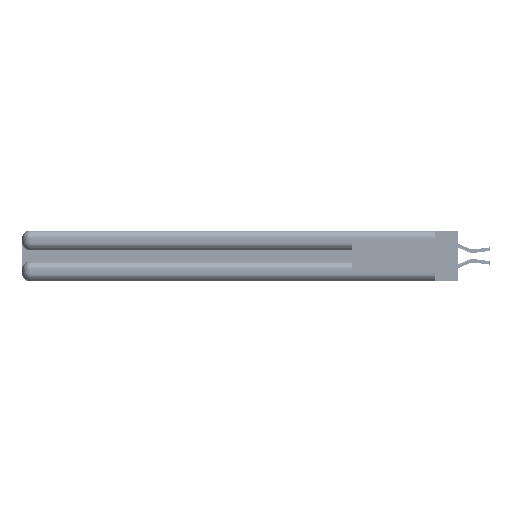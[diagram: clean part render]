
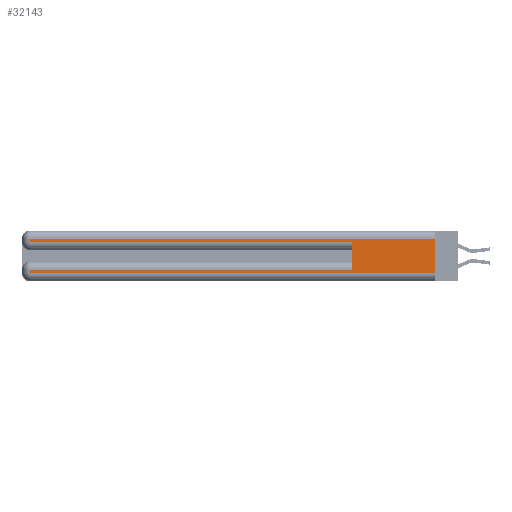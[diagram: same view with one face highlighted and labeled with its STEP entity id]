
A CAD part, left-side view. The second image highlights one B-rep face of the part: STEP entity #32143.
In plain terms, the highlighted planar face has unit normal (-1, 0, 0).
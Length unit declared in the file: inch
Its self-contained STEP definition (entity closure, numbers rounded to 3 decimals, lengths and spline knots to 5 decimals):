
#678 = EDGE_CURVE ( 'NONE', #33587, #35108, #46518, .T. ) ;
#794 = CARTESIAN_POINT ( 'NONE',  ( 0., 2.94, 0.31 ) ) ;
#933 = CARTESIAN_POINT ( 'NONE',  ( 0., 0., 0.085 ) ) ;
#1105 = DIRECTION ( 'NONE',  ( 0., 1., 0. ) ) ;
#1801 = PLANE ( 'NONE',  #38266 ) ;
#2240 = ORIENTED_EDGE ( 'NONE', *, *, #678, .T. ) ;
#2449 = DIRECTION ( 'NONE',  ( 0., 1., 0. ) ) ;
#2770 = VECTOR ( 'NONE', #8824, 39.37008 ) ;
#2779 = CARTESIAN_POINT ( 'NONE',  ( 0., 0., 0.06 ) ) ;
#3566 = EDGE_CURVE ( 'NONE', #18485, #33587, #30066, .T. ) ;
#4021 = LINE ( 'NONE', #32738, #2770 ) ;
#4299 = LINE ( 'NONE', #28017, #12399 ) ;
#4594 = VECTOR ( 'NONE', #2449, 39.37008 ) ;
#5089 = CARTESIAN_POINT ( 'NONE',  ( 0., 0., 0.285 ) ) ;
#5959 = VERTEX_POINT ( 'NONE', #11292 ) ;
#6441 = CARTESIAN_POINT ( 'NONE',  ( 0., 2.94, 0.37 ) ) ;
#8824 = DIRECTION ( 'NONE',  ( 0., 0., -1. ) ) ;
#9119 = DIRECTION ( 'NONE',  ( 0., -1., 0. ) ) ;
#10552 = CARTESIAN_POINT ( 'NONE',  ( 0., 0., 0.06 ) ) ;
#11292 = CARTESIAN_POINT ( 'NONE',  ( 0., 2.94, 0.285 ) ) ;
#12361 = ORIENTED_EDGE ( 'NONE', *, *, #41321, .T. ) ;
#12399 = VECTOR ( 'NONE', #15970, 39.37008 ) ;
#15124 = VECTOR ( 'NONE', #9119, 39.37008 ) ;
#15232 = VERTEX_POINT ( 'NONE', #44720 ) ;
#15441 = CARTESIAN_POINT ( 'NONE',  ( 0., 2.94, 0.06 ) ) ;
#15970 = DIRECTION ( 'NONE',  ( 0., 0., -1. ) ) ;
#16391 = LINE ( 'NONE', #5089, #15124 ) ;
#16458 = LINE ( 'NONE', #50019, #4594 ) ;
#17417 = EDGE_LOOP ( 'NONE', ( #38530, #20173, #12361, #24006, #50605, #26163, #46556, #2240 ) ) ;
#17859 = DIRECTION ( 'NONE',  ( 1., 0., 0. ) ) ;
#18381 = DIRECTION ( 'NONE',  ( 0., -1., 0. ) ) ;
#18485 = VERTEX_POINT ( 'NONE', #34553 ) ;
#19191 = VECTOR ( 'NONE', #45562, 39.37008 ) ;
#20173 = ORIENTED_EDGE ( 'NONE', *, *, #44259, .T. ) ;
#21682 = CARTESIAN_POINT ( 'NONE',  ( 0., 0.6, 0.145 ) ) ;
#24006 = ORIENTED_EDGE ( 'NONE', *, *, #25761, .T. ) ;
#24031 = FACE_OUTER_BOUND ( 'NONE', #17417, .T. ) ;
#24690 = EDGE_CURVE ( 'NONE', #15232, #35108, #4021, .T. ) ;
#25205 = VECTOR ( 'NONE', #1105, 39.37008 ) ;
#25317 = VECTOR ( 'NONE', #18381, 39.37008 ) ;
#25761 = EDGE_CURVE ( 'NONE', #5959, #51055, #16391, .T. ) ;
#26163 = ORIENTED_EDGE ( 'NONE', *, *, #44035, .T. ) ;
#28017 = CARTESIAN_POINT ( 'NONE',  ( 0., 2.94, 0.37 ) ) ;
#30066 = LINE ( 'NONE', #6441, #40653 ) ;
#30348 = DIRECTION ( 'NONE',  ( 0., 0., -1. ) ) ;
#30904 = EDGE_CURVE ( 'NONE', #32257, #51055, #41647, .T. ) ;
#32143 = ADVANCED_FACE ( 'NONE', ( #24031 ), #1801, .F. ) ;
#32257 = VERTEX_POINT ( 'NONE', #34250 ) ;
#32738 = CARTESIAN_POINT ( 'NONE',  ( 0., 0., 0.37 ) ) ;
#33587 = VERTEX_POINT ( 'NONE', #15441 ) ;
#34250 = CARTESIAN_POINT ( 'NONE',  ( 0., 0.6, 0.085 ) ) ;
#34553 = CARTESIAN_POINT ( 'NONE',  ( 0., 2.94, 0.085 ) ) ;
#35108 = VERTEX_POINT ( 'NONE', #2779 ) ;
#38266 = AXIS2_PLACEMENT_3D ( 'NONE', #41728, #17859, #45733 ) ;
#38530 = ORIENTED_EDGE ( 'NONE', *, *, #24690, .F. ) ;
#40653 = VECTOR ( 'NONE', #30348, 39.37008 ) ;
#41321 = EDGE_CURVE ( 'NONE', #41445, #5959, #4299, .T. ) ;
#41445 = VERTEX_POINT ( 'NONE', #794 ) ;
#41647 = LINE ( 'NONE', #21682, #19191 ) ;
#41728 = CARTESIAN_POINT ( 'NONE',  ( 0., 0., 0.37 ) ) ;
#44035 = EDGE_CURVE ( 'NONE', #32257, #18485, #47630, .T. ) ;
#44259 = EDGE_CURVE ( 'NONE', #15232, #41445, #16458, .T. ) ;
#44720 = CARTESIAN_POINT ( 'NONE',  ( 0., 0., 0.31 ) ) ;
#45562 = DIRECTION ( 'NONE',  ( 0., 0., 1. ) ) ;
#45733 = DIRECTION ( 'NONE',  ( 0., 0., -1. ) ) ;
#46518 = LINE ( 'NONE', #10552, #25317 ) ;
#46556 = ORIENTED_EDGE ( 'NONE', *, *, #3566, .T. ) ;
#47630 = LINE ( 'NONE', #933, #25205 ) ;
#48210 = CARTESIAN_POINT ( 'NONE',  ( 0., 0.6, 0.285 ) ) ;
#50019 = CARTESIAN_POINT ( 'NONE',  ( 0., 0., 0.31 ) ) ;
#50605 = ORIENTED_EDGE ( 'NONE', *, *, #30904, .F. ) ;
#51055 = VERTEX_POINT ( 'NONE', #48210 ) ;
